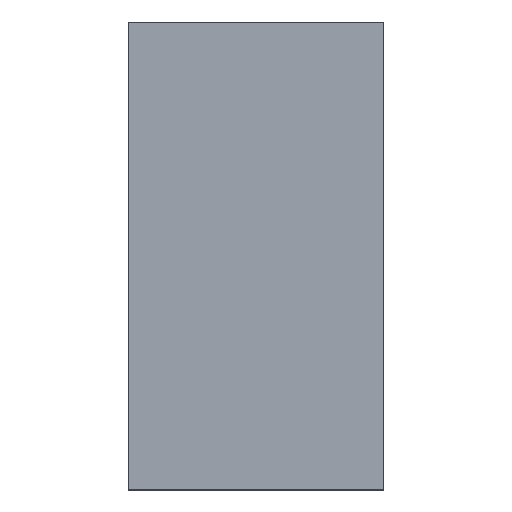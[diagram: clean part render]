
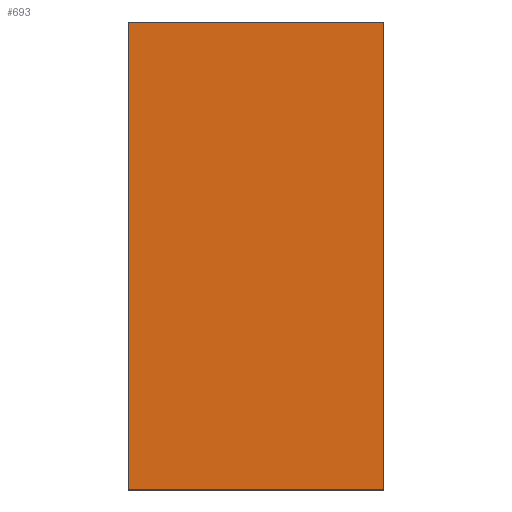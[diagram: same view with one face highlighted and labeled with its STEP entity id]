
A CAD part, top view. The second image highlights one B-rep face of the part: STEP entity #693.
In plain terms, the highlighted planar face has unit normal (0, 0, 1).
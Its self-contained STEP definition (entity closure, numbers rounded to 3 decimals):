
#47=FACE_OUTER_BOUND('',#81,.T.);
#81=EDGE_LOOP('',(#603,#604,#605,#606));
#85=LINE('',#923,#181);
#170=LINE('',#1095,#266);
#173=LINE('',#1101,#269);
#178=LINE('',#1107,#274);
#181=VECTOR('',#755,10.);
#266=VECTOR('',#898,10.);
#269=VECTOR('',#903,10.);
#274=VECTOR('',#910,10.);
#277=VERTEX_POINT('',#920);
#278=VERTEX_POINT('',#922);
#336=VERTEX_POINT('',#1094);
#338=VERTEX_POINT('',#1100);
#341=EDGE_CURVE('',#277,#278,#85,.T.);
#426=EDGE_CURVE('',#336,#278,#170,.T.);
#429=EDGE_CURVE('',#338,#336,#173,.T.);
#434=EDGE_CURVE('',#338,#277,#178,.T.);
#603=ORIENTED_EDGE('',*,*,#434,.F.);
#604=ORIENTED_EDGE('',*,*,#429,.T.);
#605=ORIENTED_EDGE('',*,*,#426,.T.);
#606=ORIENTED_EDGE('',*,*,#341,.F.);
#659=PLANE('',#747);
#693=ADVANCED_FACE('',(#47),#659,.T.);
#747=AXIS2_PLACEMENT_3D('',#1108,#911,#912);
#755=DIRECTION('',(-1.,0.,0.));
#898=DIRECTION('',(0.,-1.,0.));
#903=DIRECTION('',(-1.,0.,0.));
#910=DIRECTION('',(0.,-1.,0.));
#911=DIRECTION('center_axis',(0.,0.,1.));
#912=DIRECTION('ref_axis',(1.,0.,0.));
#920=CARTESIAN_POINT('',(12.5,-23.2,2.));
#922=CARTESIAN_POINT('',(-12.5,-23.2,2.));
#923=CARTESIAN_POINT('',(12.5,-23.2,2.));
#1094=CARTESIAN_POINT('',(-12.5,22.5,2.));
#1095=CARTESIAN_POINT('',(-12.5,22.5,2.));
#1100=CARTESIAN_POINT('',(12.5,22.5,2.));
#1101=CARTESIAN_POINT('',(12.5,22.5,2.));
#1107=CARTESIAN_POINT('',(12.5,-22.5,2.));
#1108=CARTESIAN_POINT('Origin',(0.,0.,
2.));
